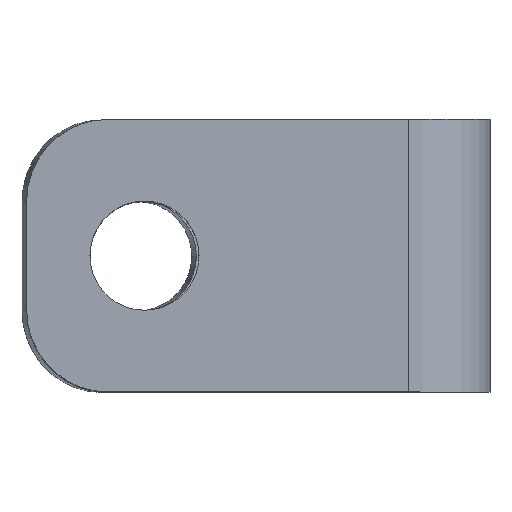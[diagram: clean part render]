
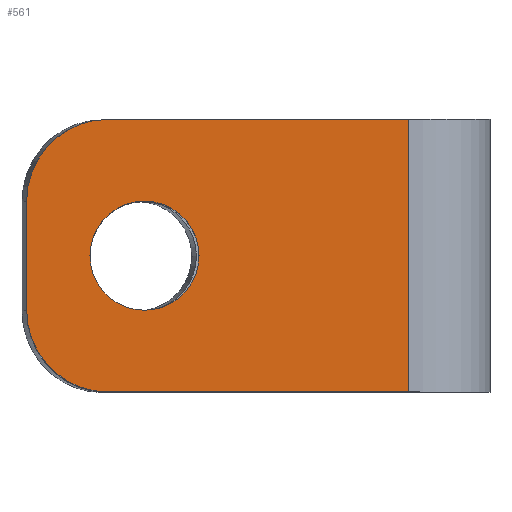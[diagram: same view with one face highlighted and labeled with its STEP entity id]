
A CAD part, top view. The second image highlights one B-rep face of the part: STEP entity #561.
In plain terms, the highlighted planar face has unit normal (0, 0, 1).
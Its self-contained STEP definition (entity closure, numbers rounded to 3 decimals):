
#130=CARTESIAN_POINT('',(0.125,0.0,0.625));
#131=VERTEX_POINT('',#130);
#140=CARTESIAN_POINT('',(-0.125,0.,0.625));
#141=VERTEX_POINT('',#140);
#142=CARTESIAN_POINT('',(0.0,0.0,0.625));
#143=DIRECTION('',(0.0,0.0,-1.0));
#144=DIRECTION('',(1.0,0.0,0.0));
#145=AXIS2_PLACEMENT_3D('',#142,#143,#144);
#146=CIRCLE('',#145,0.125);
#147=EDGE_CURVE('',#141,#131,#146,.T.);
#478=CARTESIAN_POINT('',(-0.27,0.126,0.625));
#479=VERTEX_POINT('',#478);
#486=CARTESIAN_POINT('',(-0.083,0.313,0.625));
#487=VERTEX_POINT('',#486);
#488=CARTESIAN_POINT('',(-0.083,0.126,0.625));
#489=DIRECTION('',(0.0,0.0,-1.0));
#490=DIRECTION('',(-0.707,0.707,0.0));
#491=AXIS2_PLACEMENT_3D('',#488,#489,#490);
#492=CIRCLE('',#491,0.187);
#493=EDGE_CURVE('',#479,#487,#492,.T.);
#504=CARTESIAN_POINT('',(0.605,-0.313,0.625));
#505=DIRECTION('',(0.0,0.0,1.0));
#506=DIRECTION('',(1.0,0.0,0.0));
#507=AXIS2_PLACEMENT_3D('',#504,#505,#506);
#508=PLANE('',#507);
#509=ORIENTED_EDGE('',*,*,#493,.F.);
#510=CARTESIAN_POINT('',(-0.27,-0.126,0.625));
#511=VERTEX_POINT('',#510);
#512=CARTESIAN_POINT('',(-0.27,-0.126,0.625));
#513=DIRECTION('',(0.0,1.0,0.0));
#514=VECTOR('',#513,0.251);
#515=LINE('',#512,#514);
#516=EDGE_CURVE('',#511,#479,#515,.T.);
#517=ORIENTED_EDGE('',*,*,#516,.F.);
#518=CARTESIAN_POINT('',(-0.083,-0.313,0.625));
#519=VERTEX_POINT('',#518);
#520=CARTESIAN_POINT('',(-0.083,-0.126,0.625));
#521=DIRECTION('',(0.0,0.0,-1.0));
#522=DIRECTION('',(-0.707,-0.707,0.0));
#523=AXIS2_PLACEMENT_3D('',#520,#521,#522);
#524=CIRCLE('',#523,0.187);
#525=EDGE_CURVE('',#519,#511,#524,.T.);
#526=ORIENTED_EDGE('',*,*,#525,.F.);
#527=CARTESIAN_POINT('',(0.605,-0.313,0.625));
#528=VERTEX_POINT('',#527);
#529=CARTESIAN_POINT('',(-0.083,-0.313,0.625));
#530=DIRECTION('',(1.0,0.0,0.0));
#531=VECTOR('',#530,0.688);
#532=LINE('',#529,#531);
#533=EDGE_CURVE('',#519,#528,#532,.T.);
#534=ORIENTED_EDGE('',*,*,#533,.T.);
#535=CARTESIAN_POINT('',(0.605,0.313,0.625));
#536=VERTEX_POINT('',#535);
#537=CARTESIAN_POINT('',(0.605,-0.313,0.625));
#538=DIRECTION('',(0.0,1.0,0.0));
#539=VECTOR('',#538,0.625);
#540=LINE('',#537,#539);
#541=EDGE_CURVE('',#528,#536,#540,.T.);
#542=ORIENTED_EDGE('',*,*,#541,.T.);
#543=CARTESIAN_POINT('',(0.605,0.313,0.625));
#544=DIRECTION('',(-1.0,0.0,0.0));
#545=VECTOR('',#544,0.688);
#546=LINE('',#543,#545);
#547=EDGE_CURVE('',#536,#487,#546,.T.);
#548=ORIENTED_EDGE('',*,*,#547,.T.);
#549=EDGE_LOOP('',(#509,#517,#526,#534,#542,#548));
#550=FACE_OUTER_BOUND('',#549,.T.);
#551=CARTESIAN_POINT('',(0.0,0.0,0.625));
#552=DIRECTION('',(0.0,0.0,-1.0));
#553=DIRECTION('',(1.0,0.0,0.0));
#554=AXIS2_PLACEMENT_3D('',#551,#552,#553);
#555=CIRCLE('',#554,0.125);
#556=EDGE_CURVE('',#131,#141,#555,.T.);
#557=ORIENTED_EDGE('',*,*,#556,.T.);
#558=ORIENTED_EDGE('',*,*,#147,.T.);
#559=EDGE_LOOP('',(#557,#558));
#560=FACE_BOUND('',#559,.T.);
#561=ADVANCED_FACE('',(#550,#560),#508,.T.);
